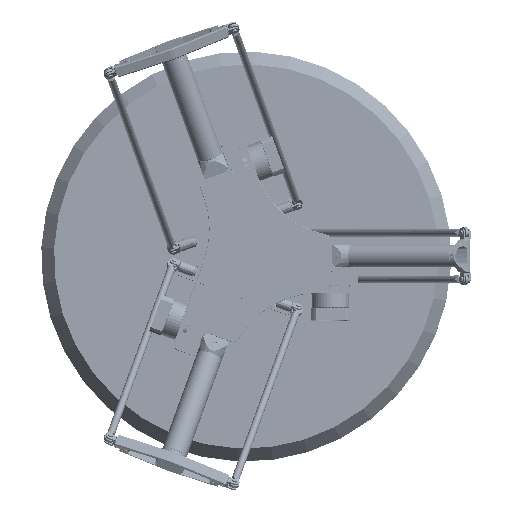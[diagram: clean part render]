
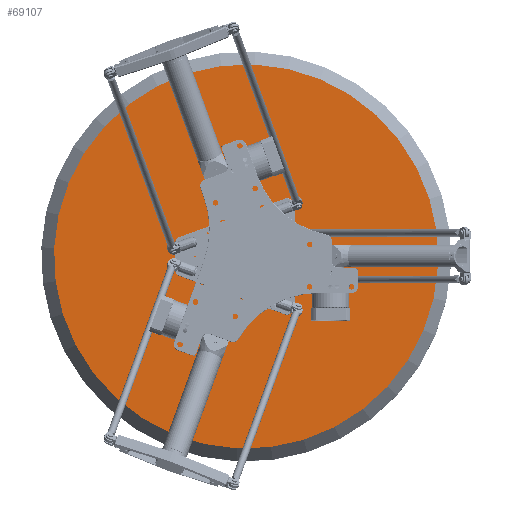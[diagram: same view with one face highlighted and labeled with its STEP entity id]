
A CAD part, top view. The second image highlights one B-rep face of the part: STEP entity #69107.
In plain terms, the highlighted face is planar.
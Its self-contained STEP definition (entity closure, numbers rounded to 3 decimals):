
#8768=CIRCLE('',#75552,750.);
#13169=FACE_OUTER_BOUND('',#17644,.T.);
#17644=EDGE_LOOP('',(#57381));
#33226=VERTEX_POINT('',#141081);
#41647=EDGE_CURVE('',#33226,#33226,#8768,.T.);
#57381=ORIENTED_EDGE('',*,*,#41647,.T.);
#65892=PLANE('',#75556);
#69107=ADVANCED_FACE('',(#13169),#65892,.T.);
#75552=AXIS2_PLACEMENT_3D('',#141083,#89847,#89848);
#75556=AXIS2_PLACEMENT_3D('',#141090,#89856,#89857);
#89847=DIRECTION('center_axis',(0.,0.,-1.));
#89848=DIRECTION('ref_axis',(0.,-1.,0.));
#89856=DIRECTION('center_axis',(0.,0.,-1.));
#89857=DIRECTION('ref_axis',(-1.,0.,0.));
#141081=CARTESIAN_POINT('',(0.,750.,-200.));
#141083=CARTESIAN_POINT('Origin',(0.,0.,-200.));
#141090=CARTESIAN_POINT('Origin',(0.,-400.,-200.));
